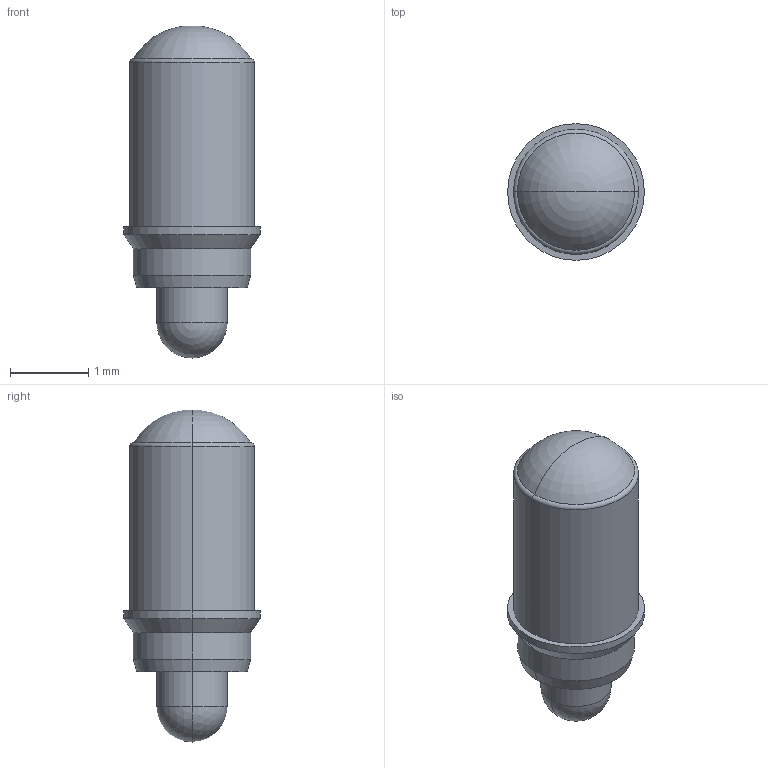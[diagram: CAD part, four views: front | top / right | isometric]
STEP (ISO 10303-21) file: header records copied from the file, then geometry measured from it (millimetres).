
FILE_DESCRIPTION (( 'STEP AP214' ), '1' );
FILE_NAME ('UEBK-13157_2017_09_06.STEP', '2017-09-06T07:45:33', ( '' ), ( '' ), 'SwSTEP 2.0', 'SolidWorks 2017', '' );
FILE_SCHEMA (( 'AUTOMOTIVE_DESIGN' ));
Length unit declared in the file: millimetre
Products named in the file (1): UEBK-13157_2017_09_06
Bounding box: 1.75 x 1.75 x 4.25 mm (x, y, z)
Volume: 6.7 mm3; surface area: 21.2 mm2
Topology: 1 solids, 1 shells, 20 faces, 44 edges, 24 vertices
Faces by surface type: cylinder 8, torus 4, cone 4, sphere 2, plane 2
Entity records: 542 total; most frequent: DIRECTION 106, CARTESIAN_POINT 81, ORIENTED_EDGE 76, AXIS2_PLACEMENT_3D 47, EDGE_CURVE 38, CIRCLE 26, EDGE_LOOP 22, VERTEX_POINT 22
